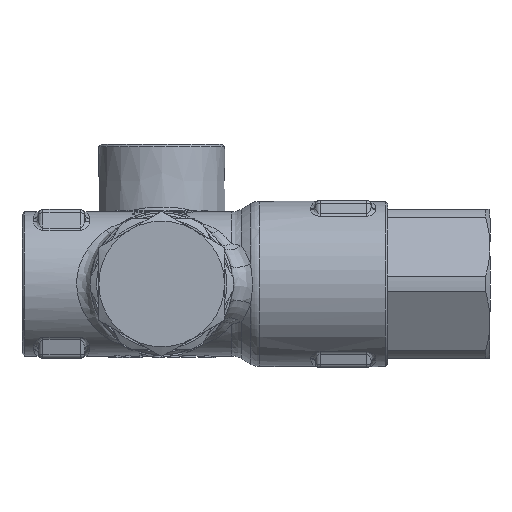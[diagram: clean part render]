
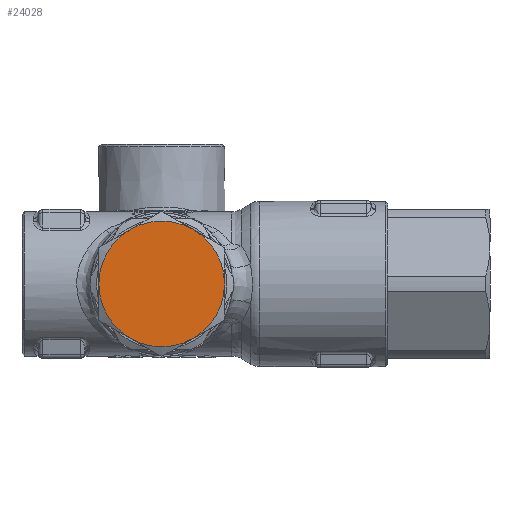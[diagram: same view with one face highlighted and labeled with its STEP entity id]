
A CAD part, front view. The second image highlights one B-rep face of the part: STEP entity #24028.
In plain terms, the highlighted planar face has unit normal (0, -1, 0).
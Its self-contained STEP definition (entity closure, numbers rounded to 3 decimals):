
#2240=CIRCLE('',#25719,13.5);
#2241=CIRCLE('',#25720,13.5);
#2242=CIRCLE('',#25721,13.5);
#2243=CIRCLE('',#25722,13.5);
#2244=CIRCLE('',#25723,13.5);
#2245=CIRCLE('',#25724,13.5);
#2906=FACE_OUTER_BOUND('',#4349,.T.);
#4349=EDGE_LOOP('',(#15803,#15804,#15805,#15806,#15807,#15808));
#9691=VERTEX_POINT('',#36556);
#9695=VERTEX_POINT('',#36571);
#9696=VERTEX_POINT('',#36572);
#9697=VERTEX_POINT('',#36574);
#9698=VERTEX_POINT('',#36577);
#9699=VERTEX_POINT('',#36579);
#12065=EDGE_CURVE('',#9695,#9696,#2240,.T.);
#12066=EDGE_CURVE('',#9697,#9695,#2241,.T.);
#12067=EDGE_CURVE('',#9691,#9697,#2242,.T.);
#12068=EDGE_CURVE('',#9698,#9691,#2243,.T.);
#12069=EDGE_CURVE('',#9699,#9698,#2244,.T.);
#12070=EDGE_CURVE('',#9696,#9699,#2245,.T.);
#15803=ORIENTED_EDGE('',*,*,#12065,.F.);
#15804=ORIENTED_EDGE('',*,*,#12066,.F.);
#15805=ORIENTED_EDGE('',*,*,#12067,.F.);
#15806=ORIENTED_EDGE('',*,*,#12068,.F.);
#15807=ORIENTED_EDGE('',*,*,#12069,.F.);
#15808=ORIENTED_EDGE('',*,*,#12070,.F.);
#22042=PLANE('',#25718);
#24028=ADVANCED_FACE('',(#2906),#22042,.T.);
#25718=AXIS2_PLACEMENT_3D('',#36570,#27881,#27882);
#25719=AXIS2_PLACEMENT_3D('',#36573,#27883,#27884);
#25720=AXIS2_PLACEMENT_3D('',#36575,#27885,#27886);
#25721=AXIS2_PLACEMENT_3D('',#36576,#27887,#27888);
#25722=AXIS2_PLACEMENT_3D('',#36578,#27889,#27890);
#25723=AXIS2_PLACEMENT_3D('',#36580,#27891,#27892);
#25724=AXIS2_PLACEMENT_3D('',#36581,#27893,#27894);
#27881=DIRECTION('center_axis',(0.,-1.,0.));
#27882=DIRECTION('ref_axis',(0.5,0.,-0.866));
#27883=DIRECTION('center_axis',(0.,1.,0.));
#27884=DIRECTION('ref_axis',(0.866,0.,0.5));
#27885=DIRECTION('center_axis',(0.,1.,0.));
#27886=DIRECTION('ref_axis',(0.866,0.,0.5));
#27887=DIRECTION('center_axis',(0.,1.,0.));
#27888=DIRECTION('ref_axis',(0.866,0.,0.5));
#27889=DIRECTION('center_axis',(0.,1.,0.));
#27890=DIRECTION('ref_axis',(0.866,0.,0.5));
#27891=DIRECTION('center_axis',(0.,1.,0.));
#27892=DIRECTION('ref_axis',(0.866,0.,0.5));
#27893=DIRECTION('center_axis',(0.,1.,0.));
#27894=DIRECTION('ref_axis',(0.866,0.,0.5));
#36556=CARTESIAN_POINT('',(13.5,-53.7,0.));
#36570=CARTESIAN_POINT('Origin',(5.846,-53.7,3.375));
#36571=CARTESIAN_POINT('',(-6.75,-53.7,-11.691));
#36572=CARTESIAN_POINT('',(-13.5,-53.7,0.));
#36573=CARTESIAN_POINT('Origin',(0.,-53.7,
0.));
#36574=CARTESIAN_POINT('',(6.75,-53.7,-11.691));
#36575=CARTESIAN_POINT('Origin',(0.,-53.7,
0.));
#36576=CARTESIAN_POINT('Origin',(0.,-53.7,
0.));
#36577=CARTESIAN_POINT('',(6.75,-53.7,11.691));
#36578=CARTESIAN_POINT('Origin',(0.,-53.7,
0.));
#36579=CARTESIAN_POINT('',(-6.75,-53.7,11.691));
#36580=CARTESIAN_POINT('Origin',(0.,-53.7,
0.));
#36581=CARTESIAN_POINT('Origin',(0.,-53.7,
0.));
